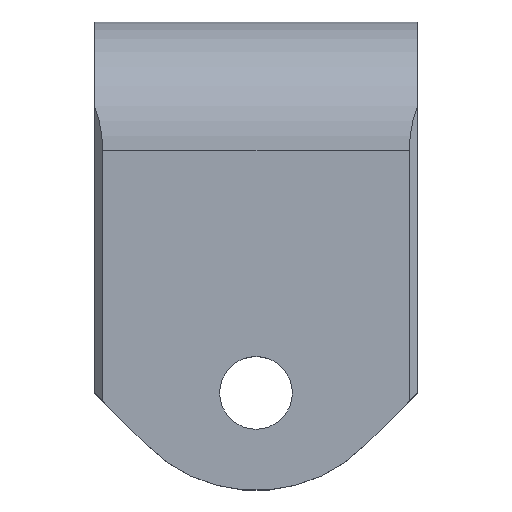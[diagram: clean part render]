
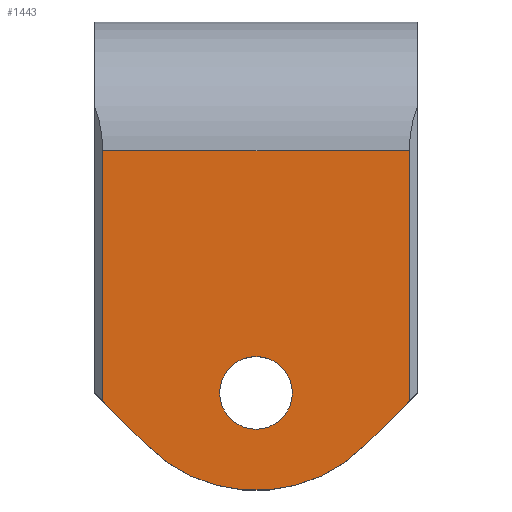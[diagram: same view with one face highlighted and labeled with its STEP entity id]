
A CAD part, top view. The second image highlights one B-rep face of the part: STEP entity #1443.
In plain terms, the highlighted planar face has unit normal (0, 0, 1).
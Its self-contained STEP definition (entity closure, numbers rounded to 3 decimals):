
#1 = CARTESIAN_POINT ( 'NONE',  ( -20., 30., 0. ) ) ;
#24 = DIRECTION ( 'NONE',  ( 0., 0., -1. ) ) ;
#28 = AXIS2_PLACEMENT_3D ( 'NONE', #1639, #252, #291 ) ;
#47 = ORIENTED_EDGE ( 'NONE', *, *, #99, .T. ) ;
#99 = EDGE_CURVE ( 'NONE', #1037, #1178, #1315, .T. ) ;
#131 = CARTESIAN_POINT ( 'NONE',  ( -4.5, 0., 0. ) ) ;
#153 = LINE ( 'NONE', #2450, #816 ) ;
#252 = DIRECTION ( 'NONE',  ( 0., 0., -1. ) ) ;
#262 = EDGE_CURVE ( 'NONE', #369, #2358, #2310, .T. ) ;
#282 = VERTEX_POINT ( 'NONE', #1833 ) ;
#291 = DIRECTION ( 'NONE',  ( -1., 0., 0. ) ) ;
#292 = VECTOR ( 'NONE', #399, 1000. ) ;
#369 = VERTEX_POINT ( 'NONE', #2477 ) ;
#399 = DIRECTION ( 'NONE',  ( 0.707, 0.707, 0. ) ) ;
#408 = DIRECTION ( 'NONE',  ( 0., 0., 1. ) ) ;
#449 = VECTOR ( 'NONE', #929, 1000. ) ;
#456 = CARTESIAN_POINT ( 'NONE',  ( -13.5, -6.5, 0. ) ) ;
#495 = CIRCLE ( 'NONE', #1749, 4.5 ) ;
#505 = ORIENTED_EDGE ( 'NONE', *, *, #1594, .F. ) ;
#557 = FACE_BOUND ( 'NONE', #1607, .T. ) ;
#561 = CARTESIAN_POINT ( 'NONE',  ( 0., 0., 0. ) ) ;
#578 = CIRCLE ( 'NONE', #700, 19.092 ) ;
#700 = AXIS2_PLACEMENT_3D ( 'NONE', #1948, #408, #2160 ) ;
#711 = LINE ( 'NONE', #2243, #1863 ) ;
#727 = ORIENTED_EDGE ( 'NONE', *, *, #1003, .T. ) ;
#764 = LINE ( 'NONE', #1, #1736 ) ;
#803 = ORIENTED_EDGE ( 'NONE', *, *, #1427, .T. ) ;
#816 = VECTOR ( 'NONE', #2013, 1000. ) ;
#916 = FACE_OUTER_BOUND ( 'NONE', #1123, .T. ) ;
#929 = DIRECTION ( 'NONE',  ( 0.707, -0.707, 0. ) ) ;
#980 = ORIENTED_EDGE ( 'NONE', *, *, #262, .T. ) ;
#1003 = EDGE_CURVE ( 'NONE', #1620, #2003, #764, .T. ) ;
#1037 = VERTEX_POINT ( 'NONE', #1906 ) ;
#1056 = DIRECTION ( 'NONE',  ( 0., -1., 0. ) ) ;
#1123 = EDGE_LOOP ( 'NONE', ( #505, #727, #1600, #47, #1189, #803 ) ) ;
#1150 = ORIENTED_EDGE ( 'NONE', *, *, #1988, .T. ) ;
#1178 = VERTEX_POINT ( 'NONE', #456 ) ;
#1189 = ORIENTED_EDGE ( 'NONE', *, *, #2161, .T. ) ;
#1281 = EDGE_CURVE ( 'NONE', #2003, #1037, #711, .T. ) ;
#1315 = LINE ( 'NONE', #1722, #449 ) ;
#1427 = EDGE_CURVE ( 'NONE', #2459, #282, #2301, .T. ) ;
#1443 = ADVANCED_FACE ( 'NONE', ( #557, #916 ), #1700, .F. ) ;
#1471 = CARTESIAN_POINT ( 'NONE',  ( 13.5, -6.5, 0. ) ) ;
#1594 = EDGE_CURVE ( 'NONE', #1620, #282, #153, .T. ) ;
#1600 = ORIENTED_EDGE ( 'NONE', *, *, #1281, .T. ) ;
#1607 = EDGE_LOOP ( 'NONE', ( #1150, #980 ) ) ;
#1620 = VERTEX_POINT ( 'NONE', #1673 ) ;
#1639 = CARTESIAN_POINT ( 'NONE',  ( 0., 0., 0. ) ) ;
#1673 = CARTESIAN_POINT ( 'NONE',  ( 19., 30., 0. ) ) ;
#1700 = PLANE ( 'NONE',  #2108 ) ;
#1712 = CARTESIAN_POINT ( 'NONE',  ( 0., 7., 0. ) ) ;
#1722 = CARTESIAN_POINT ( 'NONE',  ( -20., 0., 0. ) ) ;
#1736 = VECTOR ( 'NONE', #2332, 1000. ) ;
#1738 = DIRECTION ( 'NONE',  ( -1., 0., 0. ) ) ;
#1749 = AXIS2_PLACEMENT_3D ( 'NONE', #561, #24, #1738 ) ;
#1833 = CARTESIAN_POINT ( 'NONE',  ( 19., -1., 0. ) ) ;
#1863 = VECTOR ( 'NONE', #1056, 1000. ) ;
#1906 = CARTESIAN_POINT ( 'NONE',  ( -19., -1., 0. ) ) ;
#1943 = CARTESIAN_POINT ( 'NONE',  ( -19., 30., 0. ) ) ;
#1948 = CARTESIAN_POINT ( 'NONE',  ( 0., 7., 0. ) ) ;
#1988 = EDGE_CURVE ( 'NONE', #2358, #369, #495, .T. ) ;
#2003 = VERTEX_POINT ( 'NONE', #1943 ) ;
#2013 = DIRECTION ( 'NONE',  ( 0., -1., 0. ) ) ;
#2093 = CARTESIAN_POINT ( 'NONE',  ( 13.5, -6.5, 0. ) ) ;
#2108 = AXIS2_PLACEMENT_3D ( 'NONE', #1712, #2129, #2468 ) ;
#2129 = DIRECTION ( 'NONE',  ( 0., 0., -1. ) ) ;
#2160 = DIRECTION ( 'NONE',  ( -1., 0., 0. ) ) ;
#2161 = EDGE_CURVE ( 'NONE', #1178, #2459, #578, .T. ) ;
#2243 = CARTESIAN_POINT ( 'NONE',  ( -19., 0., 0. ) ) ;
#2301 = LINE ( 'NONE', #2093, #292 ) ;
#2310 = CIRCLE ( 'NONE', #28, 4.5 ) ;
#2332 = DIRECTION ( 'NONE',  ( -1., 0., 0. ) ) ;
#2358 = VERTEX_POINT ( 'NONE', #131 ) ;
#2450 = CARTESIAN_POINT ( 'NONE',  ( 19., 0., 0. ) ) ;
#2459 = VERTEX_POINT ( 'NONE', #1471 ) ;
#2468 = DIRECTION ( 'NONE',  ( -1., 0., 0. ) ) ;
#2477 = CARTESIAN_POINT ( 'NONE',  ( 4.5, 0., 0. ) ) ;
